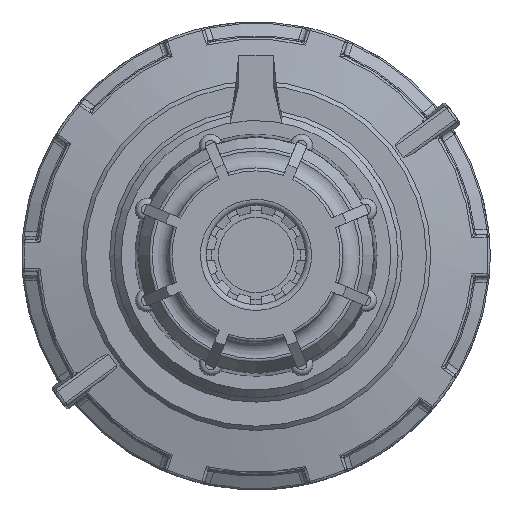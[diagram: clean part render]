
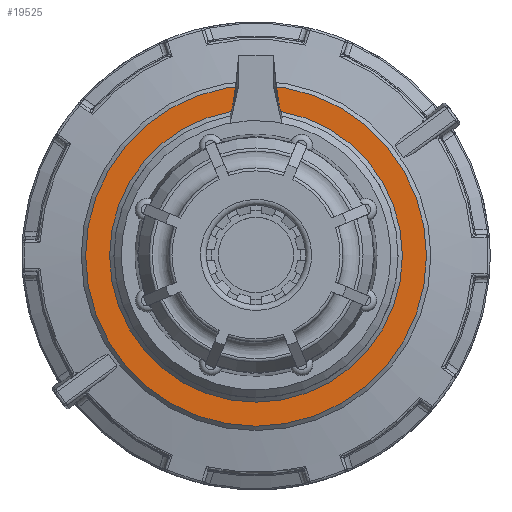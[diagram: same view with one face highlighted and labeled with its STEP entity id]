
A CAD part, top view. The second image highlights one B-rep face of the part: STEP entity #19525.
In plain terms, the highlighted face is planar.
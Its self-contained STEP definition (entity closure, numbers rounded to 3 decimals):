
#219 = EDGE_LOOP ( 'NONE', ( #16045 ) ) ;
#1173 = CARTESIAN_POINT ( 'NONE',  ( 0., 12.5, -29.4 ) ) ;
#1316 = PLANE ( 'NONE',  #15299 ) ;
#1830 = VERTEX_POINT ( 'NONE', #14996 ) ;
#2265 = EDGE_CURVE ( 'NONE', #14548, #14548, #8463, .T. ) ;
#7677 = DIRECTION ( 'NONE',  ( 0., -1., 0. ) ) ;
#8229 = DIRECTION ( 'NONE',  ( 0., 1., 0. ) ) ;
#8463 = CIRCLE ( 'NONE', #16625, 29.4 ) ;
#11110 = CARTESIAN_POINT ( 'NONE',  ( 0., 12.5, 0. ) ) ;
#11361 = DIRECTION ( 'NONE',  ( 0., 0., -1. ) ) ;
#11477 = FACE_BOUND ( 'NONE', #219, .T. ) ;
#12672 = EDGE_CURVE ( 'NONE', #1830, #1830, #21686, .T. ) ;
#14548 = VERTEX_POINT ( 'NONE', #1173 ) ;
#14996 = CARTESIAN_POINT ( 'NONE',  ( 0., 12.5, -25.25 ) ) ;
#15299 = AXIS2_PLACEMENT_3D ( 'NONE', #18607, #18373, #11361 ) ;
#16045 = ORIENTED_EDGE ( 'NONE', *, *, #12672, .T. ) ;
#16625 = AXIS2_PLACEMENT_3D ( 'NONE', #21681, #8229, #20358 ) ;
#17622 = ORIENTED_EDGE ( 'NONE', *, *, #2265, .T. ) ;
#18373 = DIRECTION ( 'NONE',  ( 0., -1., 0. ) ) ;
#18607 = CARTESIAN_POINT ( 'NONE',  ( -24.5, 12.5, 0. ) ) ;
#18692 = EDGE_LOOP ( 'NONE', ( #17622 ) ) ;
#18852 = AXIS2_PLACEMENT_3D ( 'NONE', #11110, #7677, #21235 ) ;
#19525 = ADVANCED_FACE ( 'NONE', ( #19939, #11477 ), #1316, .F. ) ;
#19939 = FACE_OUTER_BOUND ( 'NONE', #18692, .T. ) ;
#20358 = DIRECTION ( 'NONE',  ( 0., 0., -1. ) ) ;
#21235 = DIRECTION ( 'NONE',  ( 0., 0., -1. ) ) ;
#21681 = CARTESIAN_POINT ( 'NONE',  ( 0., 12.5, 0. ) ) ;
#21686 = CIRCLE ( 'NONE', #18852, 25.25 ) ;
